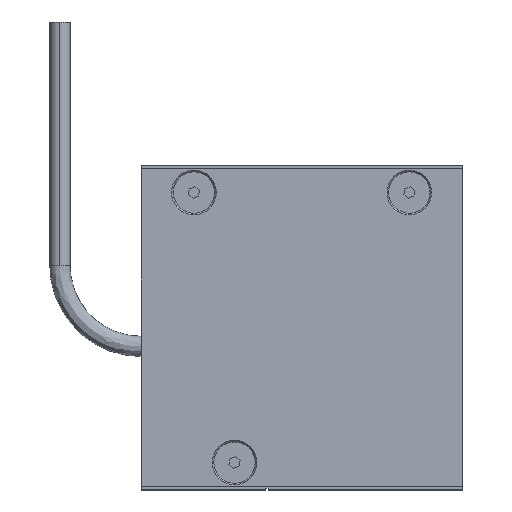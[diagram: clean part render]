
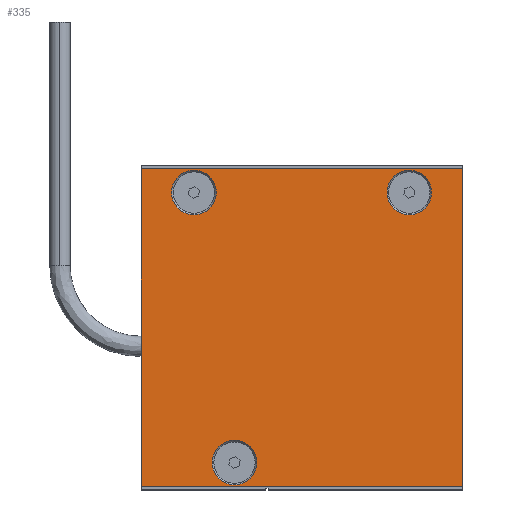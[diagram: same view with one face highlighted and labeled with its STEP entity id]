
A CAD part, top view. The second image highlights one B-rep face of the part: STEP entity #335.
In plain terms, the highlighted planar face has unit normal (0, 0, 1).
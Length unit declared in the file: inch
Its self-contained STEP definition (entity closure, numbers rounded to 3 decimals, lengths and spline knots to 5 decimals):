
#179 = EDGE_CURVE ( 'NONE', #1664, #1984, #3370, .T. ) ;
#208 = EDGE_CURVE ( 'NONE', #2139, #2126, #3570, .T. ) ;
#335 = ADVANCED_FACE ( 'NONE', ( #1104, #1105, #1106, #1107 ), #1108, .T. ) ;
#584 = CARTESIAN_POINT ( 'NONE',  ( 0.8015, 0.833, 0. ) ) ;
#626 = CARTESIAN_POINT ( 'NONE',  ( -0.2765, -0.832, 0. ) ) ;
#712 = CIRCLE ( 'NONE', #713, 0.1375 ) ;
#713 = AXIS2_PLACEMENT_3D ( 'NONE', #714, #715, #716 ) ;
#714 = CARTESIAN_POINT ( 'NONE',  ( 0.664, 0.833, 0. ) ) ;
#715 = DIRECTION ( 'NONE',  ( 0., 0., -1. ) ) ;
#716 = DIRECTION ( 'NONE',  ( 1., 0., 0. ) ) ;
#909 = ORIENTED_EDGE ( 'NONE', *, *, #1922, .T. ) ;
#927 = LINE ( 'NONE', #931, #932 ) ;
#931 = CARTESIAN_POINT ( 'NONE',  ( -0.99, 0.98, 0. ) ) ;
#932 = VECTOR ( 'NONE', #933, 39.37008 ) ;
#933 = DIRECTION ( 'NONE',  ( -1., 0., 0. ) ) ;
#960 = CIRCLE ( 'NONE', #961, 0.1375 ) ;
#961 = AXIS2_PLACEMENT_3D ( 'NONE', #962, #963, #964 ) ;
#962 = CARTESIAN_POINT ( 'NONE',  ( -0.414, -0.832, 0. ) ) ;
#963 = DIRECTION ( 'NONE',  ( 0., 0., -1. ) ) ;
#964 = DIRECTION ( 'NONE',  ( 1., 0., 0. ) ) ;
#997 = CARTESIAN_POINT ( 'NONE',  ( -0.5265, 0.833, 0. ) ) ;
#1104 = FACE_OUTER_BOUND ( 'NONE', #1657, .T. ) ;
#1105 = FACE_BOUND ( 'NONE', #1939, .T. ) ;
#1106 = FACE_BOUND ( 'NONE', #2241, .T. ) ;
#1107 = FACE_BOUND ( 'NONE', #1838, .T. ) ;
#1108 = PLANE ( 'NONE',  #1109 ) ;
#1109 = AXIS2_PLACEMENT_3D ( 'NONE', #1110, #1112, #1113 ) ;
#1110 = CARTESIAN_POINT ( 'NONE',  ( -0.99, -0.98, 0. ) ) ;
#1112 = DIRECTION ( 'NONE',  ( 0., 0., 1. ) ) ;
#1113 = DIRECTION ( 'NONE',  ( 1., 0., 0. ) ) ;
#1143 = CIRCLE ( 'NONE', #1144, 0.1375 ) ;
#1144 = AXIS2_PLACEMENT_3D ( 'NONE', #1145, #1146, #1150 ) ;
#1145 = CARTESIAN_POINT ( 'NONE',  ( -0.664, 0.833, 0. ) ) ;
#1146 = DIRECTION ( 'NONE',  ( 0., 0., -1. ) ) ;
#1150 = DIRECTION ( 'NONE',  ( 1., 0., 0. ) ) ;
#1182 = CIRCLE ( 'NONE', #1183, 0.1375 ) ;
#1183 = AXIS2_PLACEMENT_3D ( 'NONE', #1184, #1185, #1189 ) ;
#1184 = CARTESIAN_POINT ( 'NONE',  ( 0.664, 0.833, 0. ) ) ;
#1185 = DIRECTION ( 'NONE',  ( 0., 0., -1. ) ) ;
#1189 = DIRECTION ( 'NONE',  ( 1., 0., 0. ) ) ;
#1528 = VERTEX_POINT ( 'NONE', #2708 ) ;
#1557 = EDGE_CURVE ( 'NONE', #2126, #1528, #2821, .T. ) ;
#1631 = VERTEX_POINT ( 'NONE', #3116 ) ;
#1655 = EDGE_CURVE ( 'NONE', #1528, #1631, #3209, .T. ) ;
#1657 = EDGE_LOOP ( 'NONE', ( #3809, #2025, #3758, #2027 ) ) ;
#1664 = VERTEX_POINT ( 'NONE', #3237 ) ;
#1705 = EDGE_CURVE ( 'NONE', #1900, #1824, #3334, .T. ) ;
#1710 = VERTEX_POINT ( 'NONE', #3363 ) ;
#1824 = VERTEX_POINT ( 'NONE', #3795 ) ;
#1838 = EDGE_LOOP ( 'NONE', ( #2082, #2246 ) ) ;
#1875 = ORIENTED_EDGE ( 'NONE', *, *, #179, .T. ) ;
#1883 = VERTEX_POINT ( 'NONE', #584 ) ;
#1897 = ORIENTED_EDGE ( 'NONE', *, *, #2041, .T. ) ;
#1900 = VERTEX_POINT ( 'NONE', #626 ) ;
#1922 = EDGE_CURVE ( 'NONE', #1883, #1710, #712, .T. ) ;
#1939 = EDGE_LOOP ( 'NONE', ( #1947, #1875 ) ) ;
#1947 = ORIENTED_EDGE ( 'NONE', *, *, #2030, .T. ) ;
#1966 = EDGE_CURVE ( 'NONE', #1631, #2139, #927, .T. ) ;
#1973 = EDGE_CURVE ( 'NONE', #1824, #1900, #960, .T. ) ;
#1984 = VERTEX_POINT ( 'NONE', #997 ) ;
#2025 = ORIENTED_EDGE ( 'NONE', *, *, #1557, .T. ) ;
#2027 = ORIENTED_EDGE ( 'NONE', *, *, #1966, .T. ) ;
#2030 = EDGE_CURVE ( 'NONE', #1984, #1664, #1143, .T. ) ;
#2041 = EDGE_CURVE ( 'NONE', #1710, #1883, #1182, .T. ) ;
#2082 = ORIENTED_EDGE ( 'NONE', *, *, #1705, .T. ) ;
#2126 = VERTEX_POINT ( 'NONE', #2590 ) ;
#2139 = VERTEX_POINT ( 'NONE', #2656 ) ;
#2241 = EDGE_LOOP ( 'NONE', ( #909, #1897 ) ) ;
#2246 = ORIENTED_EDGE ( 'NONE', *, *, #1973, .T. ) ;
#2590 = CARTESIAN_POINT ( 'NONE',  ( -0.99, -0.98, 0. ) ) ;
#2656 = CARTESIAN_POINT ( 'NONE',  ( -0.99, 0.98, 0. ) ) ;
#2708 = CARTESIAN_POINT ( 'NONE',  ( 0.99, -0.98, 0. ) ) ;
#2821 = LINE ( 'NONE', #2822, #2823 ) ;
#2822 = CARTESIAN_POINT ( 'NONE',  ( -0.99, -0.98, 0. ) ) ;
#2823 = VECTOR ( 'NONE', #2824, 39.37008 ) ;
#2824 = DIRECTION ( 'NONE',  ( 1., 0., 0. ) ) ;
#3116 = CARTESIAN_POINT ( 'NONE',  ( 0.99, 0.98, 0. ) ) ;
#3209 = LINE ( 'NONE', #3210, #3213 ) ;
#3210 = CARTESIAN_POINT ( 'NONE',  ( 0.99, 0.98, 0. ) ) ;
#3213 = VECTOR ( 'NONE', #3214, 39.37008 ) ;
#3214 = DIRECTION ( 'NONE',  ( 0., 1., 0. ) ) ;
#3237 = CARTESIAN_POINT ( 'NONE',  ( -0.8015, 0.833, 0. ) ) ;
#3334 = CIRCLE ( 'NONE', #3335, 0.1375 ) ;
#3335 = AXIS2_PLACEMENT_3D ( 'NONE', #3336, #3337, #3338 ) ;
#3336 = CARTESIAN_POINT ( 'NONE',  ( -0.414, -0.832, 0. ) ) ;
#3337 = DIRECTION ( 'NONE',  ( 0., 0., -1. ) ) ;
#3338 = DIRECTION ( 'NONE',  ( 1., 0., 0. ) ) ;
#3363 = CARTESIAN_POINT ( 'NONE',  ( 0.5265, 0.833, 0. ) ) ;
#3370 = CIRCLE ( 'NONE', #3371, 0.1375 ) ;
#3371 = AXIS2_PLACEMENT_3D ( 'NONE', #3372, #3373, #3374 ) ;
#3372 = CARTESIAN_POINT ( 'NONE',  ( -0.664, 0.833, 0. ) ) ;
#3373 = DIRECTION ( 'NONE',  ( 0., 0., -1. ) ) ;
#3374 = DIRECTION ( 'NONE',  ( 1., 0., 0. ) ) ;
#3570 = LINE ( 'NONE', #3571, #3572 ) ;
#3571 = CARTESIAN_POINT ( 'NONE',  ( -0.99, -0.98, 0. ) ) ;
#3572 = VECTOR ( 'NONE', #3573, 39.37008 ) ;
#3573 = DIRECTION ( 'NONE',  ( 0., -1., 0. ) ) ;
#3758 = ORIENTED_EDGE ( 'NONE', *, *, #1655, .T. ) ;
#3795 = CARTESIAN_POINT ( 'NONE',  ( -0.5515, -0.832, 0. ) ) ;
#3809 = ORIENTED_EDGE ( 'NONE', *, *, #208, .T. ) ;
